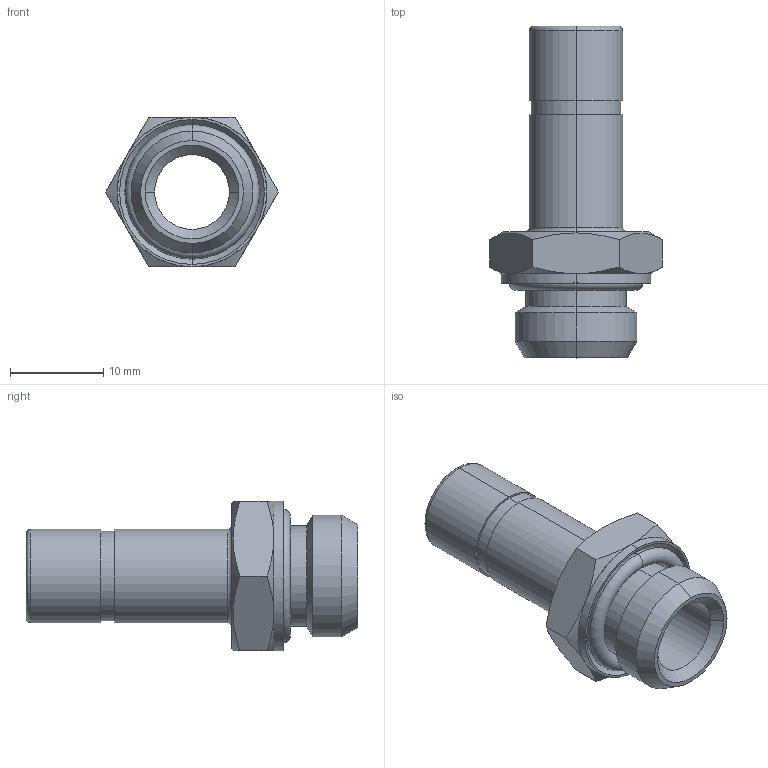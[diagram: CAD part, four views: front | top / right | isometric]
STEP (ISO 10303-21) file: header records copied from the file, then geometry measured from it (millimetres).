
FILE_DESCRIPTION (( 'STEP AP214' ), '1' );
FILE_NAME ('6060000013A.STEP', '2015-07-06T15:23:22', ( '' ), ( '' ), 'SwSTEP 2.0', 'SolidWorks 2015', '' );
FILE_SCHEMA (( 'AUTOMOTIVE_DESIGN' ));
Length unit declared in the file: millimetre
Products named in the file (1): 6060000013A
Bounding box: 18.48 x 35.5 x 16 mm (x, y, z)
Surface area: 2776.2 mm2 (no closed solid volume)
Topology: 0 solids, 2 shells, 60 faces, 134 edges, 80 vertices
Faces by surface type: plane 18, cone 16, cylinder 14, torus 12
Entity records: 2446 total; most frequent: CARTESIAN_POINT 411, DIRECTION 308, ORIENTED_EDGE 264, EDGE_CURVE 134, AXIS2_PLACEMENT_3D 133, VERTEX_POINT 80, CIRCLE 72, EDGE_LOOP 66
